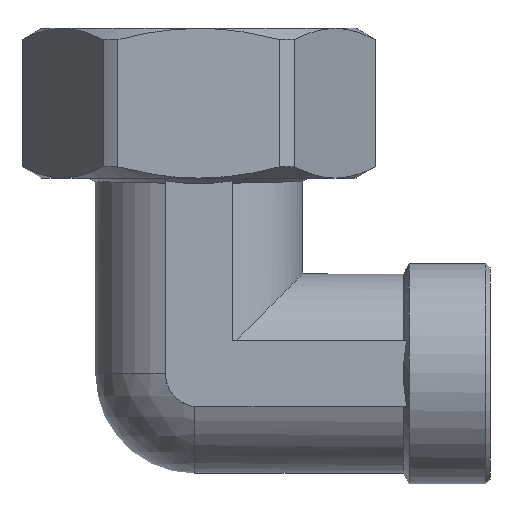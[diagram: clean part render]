
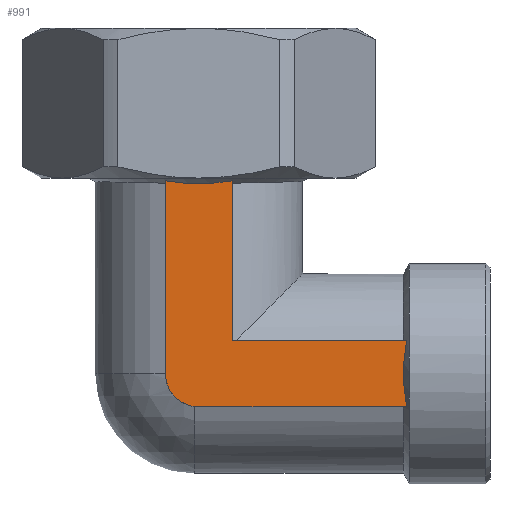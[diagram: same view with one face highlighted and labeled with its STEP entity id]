
A CAD part, left-side view. The second image highlights one B-rep face of the part: STEP entity #991.
In plain terms, the highlighted planar face has unit normal (-1, 0, 0).
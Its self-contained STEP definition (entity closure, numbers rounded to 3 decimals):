
#36=LINE('',#3051,#70);
#37=LINE('',#3056,#71);
#38=LINE('',#3064,#72);
#39=LINE('',#3066,#73);
#70=VECTOR('',#1825,1000.);
#71=VECTOR('',#1828,1000.);
#72=VECTOR('',#1829,1000.);
#73=VECTOR('',#1830,1000.);
#111=B_SPLINE_CURVE_WITH_KNOTS('',3,(#3058,#3059,#3060,#3061,#3062),
 .UNSPECIFIED.,.F.,.F.,(4,1,4),(0.,0.004,0.008),
 .UNSPECIFIED.);
#112=B_SPLINE_CURVE_WITH_KNOTS('',3,(#3068,#3069,#3070,#3071,#3072),
 .UNSPECIFIED.,.F.,.F.,(4,1,4),(-0.004,0.001,
0.005),.UNSPECIFIED.);
#154=PLANE('',#1576);
#332=ORIENTED_EDGE('',*,*,#525,.T.);
#333=ORIENTED_EDGE('',*,*,#526,.F.);
#334=ORIENTED_EDGE('',*,*,#527,.F.);
#335=ORIENTED_EDGE('',*,*,#528,.T.);
#336=ORIENTED_EDGE('',*,*,#529,.T.);
#337=ORIENTED_EDGE('',*,*,#530,.F.);
#338=ORIENTED_EDGE('',*,*,#531,.T.);
#525=EDGE_CURVE('',#834,#835,#36,.T.);
#526=EDGE_CURVE('',#836,#835,#606,.T.);
#527=EDGE_CURVE('',#837,#836,#37,.T.);
#528=EDGE_CURVE('',#837,#838,#111,.T.);
#529=EDGE_CURVE('',#838,#839,#38,.T.);
#530=EDGE_CURVE('',#840,#839,#39,.T.);
#531=EDGE_CURVE('',#840,#834,#112,.T.);
#606=CIRCLE('',#1577,4.);
#673=EDGE_LOOP('',(#332,#333,#334,#335,#336,#337,#338));
#834=VERTEX_POINT('',#3052);
#835=VERTEX_POINT('',#3053);
#836=VERTEX_POINT('',#3055);
#837=VERTEX_POINT('',#3057);
#838=VERTEX_POINT('',#3063);
#839=VERTEX_POINT('',#3065);
#840=VERTEX_POINT('',#3067);
#912=FACE_BOUND('',#673,.T.);
#991=ADVANCED_FACE('',(#912),#154,.T.);
#1576=AXIS2_PLACEMENT_3D('',#3050,#1823,#1824);
#1577=AXIS2_PLACEMENT_3D('',#3054,#1826,#1827);
#1823=DIRECTION('',(-1.,0.,0.));
#1824=DIRECTION('',(0.,0.,1.));
#1825=DIRECTION('',(0.,0.,-1.));
#1826=DIRECTION('',(1.,0.,0.));
#1827=DIRECTION('',(0.,0.,-1.));
#1828=DIRECTION('',(0.,1.,0.));
#1829=DIRECTION('',(0.,1.,0.));
#1830=DIRECTION('',(0.,0.,-1.));
#3050=CARTESIAN_POINT('',(-12.,-35.,-12.));
#3051=CARTESIAN_POINT('',(-12.,4.,23.955));
#3052=CARTESIAN_POINT('',(-12.,4.,23.175));
#3053=CARTESIAN_POINT('',(-12.,4.,0.));
#3054=CARTESIAN_POINT('',(-12.,0.,0.));
#3055=CARTESIAN_POINT('',(-12.,0.,-4.));
#3056=CARTESIAN_POINT('',(-12.,-35.,-4.));
#3057=CARTESIAN_POINT('',(-12.,-24.978,-4.));
#3058=CARTESIAN_POINT('',(-12.,-24.978,-4.));
#3059=CARTESIAN_POINT('',(-12.,-24.736,-2.672));
#3060=CARTESIAN_POINT('',(-12.,-24.471,-0.014));
#3061=CARTESIAN_POINT('',(-12.,-24.736,2.671));
#3062=CARTESIAN_POINT('',(-12.,-24.978,4.));
#3063=CARTESIAN_POINT('',(-12.,-24.978,4.));
#3064=CARTESIAN_POINT('',(-12.,-35.,4.));
#3065=CARTESIAN_POINT('',(-12.,-4.,4.));
#3066=CARTESIAN_POINT('',(-12.,-4.,23.955));
#3067=CARTESIAN_POINT('',(-12.,-4.,23.175));
#3068=CARTESIAN_POINT('',(-12.,-4.,23.175));
#3069=CARTESIAN_POINT('',(-12.,-2.687,22.935));
#3070=CARTESIAN_POINT('',(-12.,0.002,22.665));
#3071=CARTESIAN_POINT('',(-12.,2.682,22.934));
#3072=CARTESIAN_POINT('',(-12.,4.,23.175));
